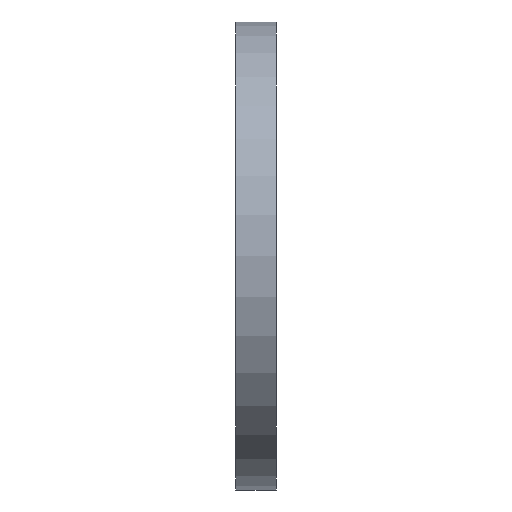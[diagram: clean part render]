
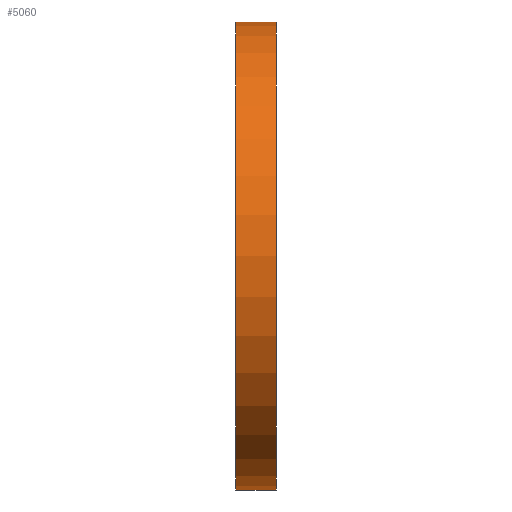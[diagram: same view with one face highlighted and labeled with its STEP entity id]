
A CAD part, left-side view. The second image highlights one B-rep face of the part: STEP entity #5060.
In plain terms, the highlighted cylindrical face has radius 35 mm (diameter 70 mm), a partial arc.
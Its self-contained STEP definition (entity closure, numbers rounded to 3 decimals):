
#6 = CARTESIAN_POINT ( 'NONE',  ( 0., 6., -35. ) ) ;
#202 = VERTEX_POINT ( 'NONE', #8139 ) ;
#464 = CIRCLE ( 'NONE', #9944, 35. ) ;
#937 = DIRECTION ( 'NONE',  ( 0., 0., -1. ) ) ;
#1657 = CARTESIAN_POINT ( 'NONE',  ( 0., 6., 0. ) ) ;
#1684 = DIRECTION ( 'NONE',  ( 0., -1., 0. ) ) ;
#2014 = CARTESIAN_POINT ( 'NONE',  ( 0., 6., 35. ) ) ;
#2228 = DIRECTION ( 'NONE',  ( 0., -1., 0. ) ) ;
#2266 = CARTESIAN_POINT ( 'NONE',  ( 0., 6., -35. ) ) ;
#2353 = EDGE_CURVE ( 'NONE', #5493, #8079, #6816, .T. ) ;
#3303 = CARTESIAN_POINT ( 'NONE',  ( 0., 0., 35. ) ) ;
#4170 = EDGE_LOOP ( 'NONE', ( #8341, #9368, #6094, #8094 ) ) ;
#4220 = AXIS2_PLACEMENT_3D ( 'NONE', #1657, #1684, #937 ) ;
#4735 = AXIS2_PLACEMENT_3D ( 'NONE', #9520, #5106, #7016 ) ;
#4847 = EDGE_CURVE ( 'NONE', #10493, #202, #464, .T. ) ;
#5060 = ADVANCED_FACE ( 'NONE', ( #7037 ), #5350, .T. ) ;
#5106 = DIRECTION ( 'NONE',  ( 0., 1., 0. ) ) ;
#5309 = EDGE_CURVE ( 'NONE', #10493, #5493, #8995, .T. ) ;
#5350 = CYLINDRICAL_SURFACE ( 'NONE', #4220, 35. ) ;
#5430 = DIRECTION ( 'NONE',  ( 0., -1., 0. ) ) ;
#5493 = VERTEX_POINT ( 'NONE', #9126 ) ;
#6094 = ORIENTED_EDGE ( 'NONE', *, *, #5309, .T. ) ;
#6224 = CARTESIAN_POINT ( 'NONE',  ( 0., 6., 0. ) ) ;
#6452 = LINE ( 'NONE', #2014, #10579 ) ;
#6816 = CIRCLE ( 'NONE', #4735, 35. ) ;
#7016 = DIRECTION ( 'NONE',  ( 0., 0., 1. ) ) ;
#7037 = FACE_OUTER_BOUND ( 'NONE', #4170, .T. ) ;
#7423 = VECTOR ( 'NONE', #2228, 1000. ) ;
#7992 = DIRECTION ( 'NONE',  ( 0., 0., 1. ) ) ;
#8023 = DIRECTION ( 'NONE',  ( 0., 1., 0. ) ) ;
#8079 = VERTEX_POINT ( 'NONE', #3303 ) ;
#8094 = ORIENTED_EDGE ( 'NONE', *, *, #2353, .T. ) ;
#8139 = CARTESIAN_POINT ( 'NONE',  ( 0., 6., 35. ) ) ;
#8341 = ORIENTED_EDGE ( 'NONE', *, *, #10587, .F. ) ;
#8995 = LINE ( 'NONE', #2266, #7423 ) ;
#9126 = CARTESIAN_POINT ( 'NONE',  ( 0., 0., -35. ) ) ;
#9368 = ORIENTED_EDGE ( 'NONE', *, *, #4847, .F. ) ;
#9520 = CARTESIAN_POINT ( 'NONE',  ( 0., 0., 0. ) ) ;
#9944 = AXIS2_PLACEMENT_3D ( 'NONE', #6224, #8023, #7992 ) ;
#10493 = VERTEX_POINT ( 'NONE', #6 ) ;
#10579 = VECTOR ( 'NONE', #5430, 1000. ) ;
#10587 = EDGE_CURVE ( 'NONE', #202, #8079, #6452, .T. ) ;
